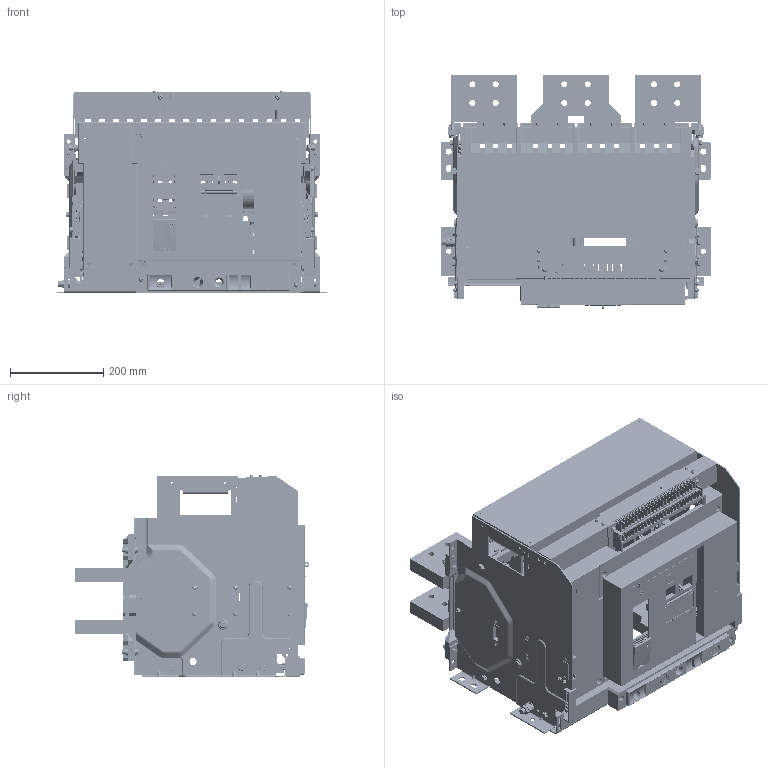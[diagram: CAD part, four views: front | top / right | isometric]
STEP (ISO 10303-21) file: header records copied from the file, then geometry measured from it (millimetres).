
FILE_DESCRIPTION((''),'2;1');
FILE_NAME('NA1-4000-3P-CHOUTISHI','2020-05-08T13:35:29',('fansz'),(''),'CREO PARAMETRIC BY PTC INC, 2018020','CREO PARAMETRIC BY PTC INC, 2018020','');
FILE_SCHEMA(('CONFIG_CONTROL_DESIGN'));
Products named in the file (1): NA1-4000-3P-CHOUTISHI
Bounding box: 580 x 502.5 x 435.03 mm (x, y, z)
Volume: 10354706.9 mm3; surface area: 4134414.2 mm2
Topology: 1 solids, 64 shells, 15258 faces, 43506 edges, 28241 vertices
Faces by surface type: plane 9984, cylinder 3346, cone 1000, extrusion 492, torus 188, bspline 157, sphere 91
Entity records: 509720 total; most frequent: CARTESIAN_POINT 109495, ORIENTED_EDGE 86826, DIRECTION 78973, EDGE_CURVE 43413, VECTOR 31155, LINE 30663, VERTEX_POINT 28230, AXIS2_PLACEMENT_3D 23909
